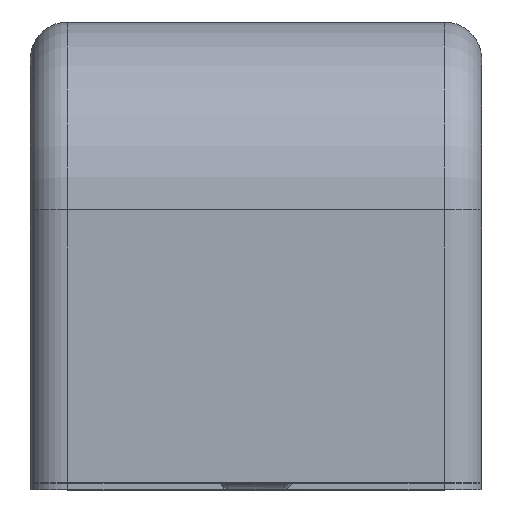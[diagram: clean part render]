
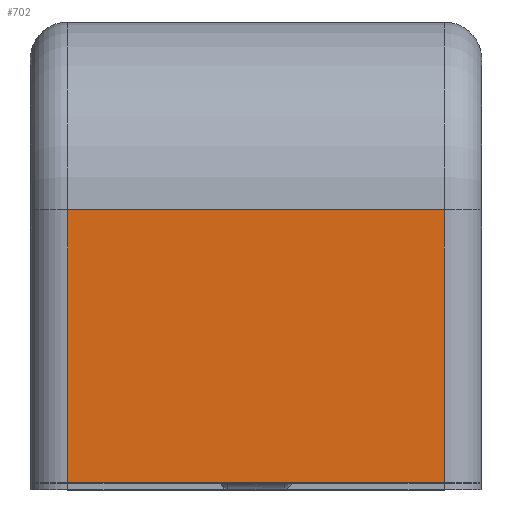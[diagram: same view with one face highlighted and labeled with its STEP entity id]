
A CAD part, top view. The second image highlights one B-rep face of the part: STEP entity #702.
In plain terms, the highlighted planar face has unit normal (0, 0, 1).
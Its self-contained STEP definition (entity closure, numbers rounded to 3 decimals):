
#36=PLANE('',#788);
#65=LINE('',#1288,#117);
#82=LINE('',#1354,#134);
#85=LINE('',#1371,#137);
#86=LINE('',#1372,#138);
#117=VECTOR('',#881,10.);
#134=VECTOR('',#950,10.);
#137=VECTOR('',#973,10.);
#138=VECTOR('',#974,10.);
#194=FACE_OUTER_BOUND('',#236,.T.);
#236=EDGE_LOOP('',(#615,#616,#617,#618));
#325=VERTEX_POINT('',#1285);
#326=VERTEX_POINT('',#1287);
#349=VERTEX_POINT('',#1352);
#353=VERTEX_POINT('',#1370);
#405=EDGE_CURVE('',#325,#326,#65,.T.);
#439=EDGE_CURVE('',#349,#325,#82,.T.);
#447=EDGE_CURVE('',#353,#349,#85,.T.);
#448=EDGE_CURVE('',#326,#353,#86,.T.);
#615=ORIENTED_EDGE('',*,*,#439,.F.);
#616=ORIENTED_EDGE('',*,*,#447,.F.);
#617=ORIENTED_EDGE('',*,*,#448,.F.);
#618=ORIENTED_EDGE('',*,*,#405,.F.);
#702=ADVANCED_FACE('',(#194),#36,.T.);
#788=AXIS2_PLACEMENT_3D('',#1369,#971,#972);
#881=DIRECTION('',(-1.,0.,0.));
#950=DIRECTION('',(0.,-1.,0.));
#971=DIRECTION('center_axis',(0.,0.,1.));
#972=DIRECTION('ref_axis',(1.,0.,0.));
#973=DIRECTION('',(1.,0.,0.));
#974=DIRECTION('',(0.,1.,0.));
#1285=CARTESIAN_POINT('',(5.,-0.25,55.));
#1287=CARTESIAN_POINT('',(-5.,-0.25,55.));
#1288=CARTESIAN_POINT('',(-6.,-0.25,55.));
#1352=CARTESIAN_POINT('',(5.,7.,55.));
#1354=CARTESIAN_POINT('',(5.,0.,55.));
#1369=CARTESIAN_POINT('Origin',(-6.,0.,55.));
#1370=CARTESIAN_POINT('',(-5.,7.,55.));
#1371=CARTESIAN_POINT('',(-3.,7.,55.));
#1372=CARTESIAN_POINT('',(-5.,0.,55.));
